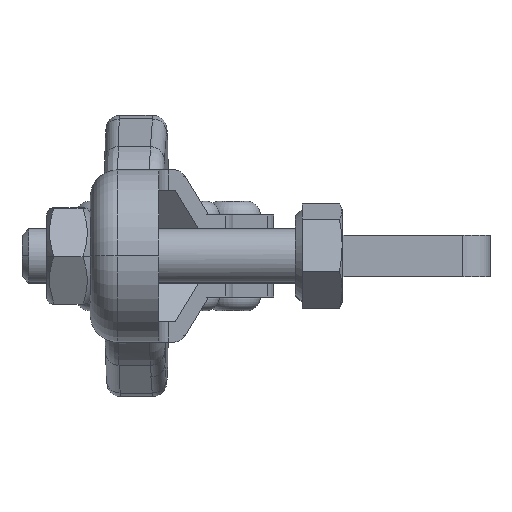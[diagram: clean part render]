
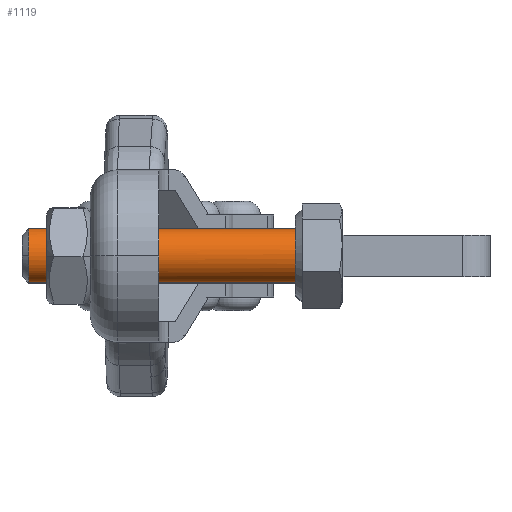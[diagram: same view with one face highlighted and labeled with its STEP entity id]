
A CAD part, left-side view. The second image highlights one B-rep face of the part: STEP entity #1119.
In plain terms, the highlighted cylindrical face has radius 2 mm (diameter 4 mm), a partial arc.
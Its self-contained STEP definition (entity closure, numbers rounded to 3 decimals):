
#229 = ORIENTED_EDGE ( 'NONE', *, *, #10685, .T. ) ;
#384 = ORIENTED_EDGE ( 'NONE', *, *, #10684, .T. ) ;
#1119 = ADVANCED_FACE ( 'NONE', ( #2519 ), #2535, .T. ) ;
#2519 = FACE_OUTER_BOUND ( 'NONE', #8497, .T. ) ;
#2535 = CYLINDRICAL_SURFACE ( 'NONE', #5647, 2. ) ;
#2641 = LINE ( 'NONE', #4568, #2644 ) ;
#2643 = CIRCLE ( 'NONE', #5665, 2. ) ;
#2644 = VECTOR ( 'NONE', #4569, 1000. ) ;
#2645 = LINE ( 'NONE', #4594, #2649 ) ;
#2649 = VECTOR ( 'NONE', #4595, 1000. ) ;
#4021 = DIRECTION ( 'NONE',  ( 0., 0., 1. ) ) ;
#4030 = DIRECTION ( 'NONE',  ( -1., 0., 0. ) ) ;
#4031 = CARTESIAN_POINT ( 'NONE',  ( 28.425, 0., 0. ) ) ;
#4090 = CARTESIAN_POINT ( 'NONE',  ( 3.425, 0., 2. ) ) ;
#4191 = CARTESIAN_POINT ( 'NONE',  ( 3.425, 0., -2. ) ) ;
#4194 = CARTESIAN_POINT ( 'NONE',  ( 22.924, 0., -2. ) ) ;
#4520 = CARTESIAN_POINT ( 'NONE',  ( 22.924, 0.151, 2. ) ) ;
#4521 = CARTESIAN_POINT ( 'NONE',  ( 22.925, 0., 2. ) ) ;
#4531 = CARTESIAN_POINT ( 'NONE',  ( 22.922, 1.944, -0.47 ) ) ;
#4532 = CARTESIAN_POINT ( 'NONE',  ( 22.922, 1.893, -0.681 ) ) ;
#4533 = CARTESIAN_POINT ( 'NONE',  ( 22.924, 0.301, 1.983 ) ) ;
#4534 = CARTESIAN_POINT ( 'NONE',  ( 22.924, 0.595, 1.915 ) ) ;
#4535 = CARTESIAN_POINT ( 'NONE',  ( 22.924, 0.74, 1.864 ) ) ;
#4536 = CARTESIAN_POINT ( 'NONE',  ( 22.924, 1.007, 1.734 ) ) ;
#4537 = CARTESIAN_POINT ( 'NONE',  ( 22.923, 1.134, 1.654 ) ) ;
#4538 = CARTESIAN_POINT ( 'NONE',  ( 22.923, 1.311, 1.513 ) ) ;
#4539 = CARTESIAN_POINT ( 'NONE',  ( 22.923, 1.367, 1.462 ) ) ;
#4540 = CARTESIAN_POINT ( 'NONE',  ( 22.923, 1.447, 1.381 ) ) ;
#4541 = CARTESIAN_POINT ( 'NONE',  ( 22.923, 1.473, 1.353 ) ) ;
#4542 = CARTESIAN_POINT ( 'NONE',  ( 22.923, 1.523, 1.296 ) ) ;
#4543 = CARTESIAN_POINT ( 'NONE',  ( 22.923, 1.547, 1.269 ) ) ;
#4544 = CARTESIAN_POINT ( 'NONE',  ( 22.923, 1.772, 0.983 ) ) ;
#4545 = CARTESIAN_POINT ( 'NONE',  ( 22.922, 1.902, 0.689 ) ) ;
#4546 = CARTESIAN_POINT ( 'NONE',  ( 22.922, 2.02, 0.098 ) ) ;
#4547 = CARTESIAN_POINT ( 'NONE',  ( 22.922, 2.01, -0.199 ) ) ;
#4548 = CARTESIAN_POINT ( 'NONE',  ( 22.922, 1.944, -0.47 ) ) ;
#4550 = CARTESIAN_POINT ( 'NONE',  ( 22.922, 1.806, -0.89 ) ) ;
#4551 = CARTESIAN_POINT ( 'NONE',  ( 22.922, 1.559, -1.274 ) ) ;
#4552 = CARTESIAN_POINT ( 'NONE',  ( 22.922, 1.399, -1.45 ) ) ;
#4553 = CARTESIAN_POINT ( 'NONE',  ( 22.923, 1.16, -1.63 ) ) ;
#4554 = CARTESIAN_POINT ( 'NONE',  ( 22.923, 1.11, -1.665 ) ) ;
#4555 = CARTESIAN_POINT ( 'NONE',  ( 22.923, 1.033, -1.713 ) ) ;
#4556 = CARTESIAN_POINT ( 'NONE',  ( 22.923, 1.02, -1.721 ) ) ;
#4557 = CARTESIAN_POINT ( 'NONE',  ( 22.923, 0.984, -1.741 ) ) ;
#4558 = CARTESIAN_POINT ( 'NONE',  ( 22.923, 0.966, -1.751 ) ) ;
#4559 = CARTESIAN_POINT ( 'NONE',  ( 22.923, 0.872, -1.802 ) ) ;
#4560 = CARTESIAN_POINT ( 'NONE',  ( 22.923, 0.787, -1.841 ) ) ;
#4561 = CARTESIAN_POINT ( 'NONE',  ( 22.923, 0.501, -1.947 ) ) ;
#4562 = CARTESIAN_POINT ( 'NONE',  ( 22.923, 0.268, -2. ) ) ;
#4563 = CARTESIAN_POINT ( 'NONE',  ( 22.924, 0., -2. ) ) ;
#4568 = CARTESIAN_POINT ( 'NONE',  ( 28.425, 0., -2. ) ) ;
#4569 = DIRECTION ( 'NONE',  ( -1., 0., 0. ) ) ;
#4572 = CARTESIAN_POINT ( 'NONE',  ( 3.425, 0., 0. ) ) ;
#4573 = DIRECTION ( 'NONE',  ( 1., 0., 0. ) ) ;
#4574 = DIRECTION ( 'NONE',  ( 0., 0., -1. ) ) ;
#4594 = CARTESIAN_POINT ( 'NONE',  ( 28.425, 0., 2. ) ) ;
#4595 = DIRECTION ( 'NONE',  ( -1., 0., 0. ) ) ;
#5647 = AXIS2_PLACEMENT_3D ( 'NONE', #4031, #4030, #4021 ) ;
#5665 = AXIS2_PLACEMENT_3D ( 'NONE', #4572, #4573, #4574 ) ;
#8497 = EDGE_LOOP ( 'NONE', ( #384, #229, #22254, #22255, #22256 ) ) ;
#9102 = VERTEX_POINT ( 'NONE', #4090 ) ;
#9203 = VERTEX_POINT ( 'NONE', #4191 ) ;
#9206 = VERTEX_POINT ( 'NONE', #4194 ) ;
#9258 = B_SPLINE_CURVE_WITH_KNOTS ( 'NONE', 3,
 ( #4521, #4520, #4533, #4534, #4535, #4536, #4537, #4538, #4539, #4540, #4541, #4542, #4543, #4544, #4545, #4546, #4547, #4548 ),
 .UNSPECIFIED., .F., .F.,
 ( 4, 2, 2, 2, 2, 2, 2, 2, 4 ),
 ( 0.712, 0.748, 0.784, 0.82, 0.838, 0.847, 0.856, 0.928, 1. ),
 .UNSPECIFIED. ) ;
#9259 = B_SPLINE_CURVE_WITH_KNOTS ( 'NONE', 3,
 ( #4531, #4532, #4550, #4551, #4552, #4553, #4554, #4555, #4556, #4557, #4558, #4559, #4560, #4561, #4562, #4563 ),
 .UNSPECIFIED., .F., .F.,
 ( 4, 2, 2, 2, 2, 2, 2, 4 ),
 ( 0., 0.055, 0.11, 0.124, 0.13, 0.137, 0.165, 0.22 ),
 .UNSPECIFIED. ) ;
#10684 = EDGE_CURVE ( 'NONE', #22156, #22132, #9258, .T. ) ;
#10685 = EDGE_CURVE ( 'NONE', #22132, #9206, #9259, .T. ) ;
#10688 = EDGE_CURVE ( 'NONE', #9206, #9203, #2641, .T. ) ;
#10689 = EDGE_CURVE ( 'NONE', #9203, #9102, #2643, .T. ) ;
#10692 = EDGE_CURVE ( 'NONE', #22156, #9102, #2645, .T. ) ;
#22132 = VERTEX_POINT ( 'NONE', #25032 ) ;
#22156 = VERTEX_POINT ( 'NONE', #25056 ) ;
#22254 = ORIENTED_EDGE ( 'NONE', *, *, #10688, .T. ) ;
#22255 = ORIENTED_EDGE ( 'NONE', *, *, #10689, .T. ) ;
#22256 = ORIENTED_EDGE ( 'NONE', *, *, #10692, .F. ) ;
#25032 = CARTESIAN_POINT ( 'NONE',  ( 22.922, 1.944, -0.47 ) ) ;
#25056 = CARTESIAN_POINT ( 'NONE',  ( 22.925, 0., 2. ) ) ;
